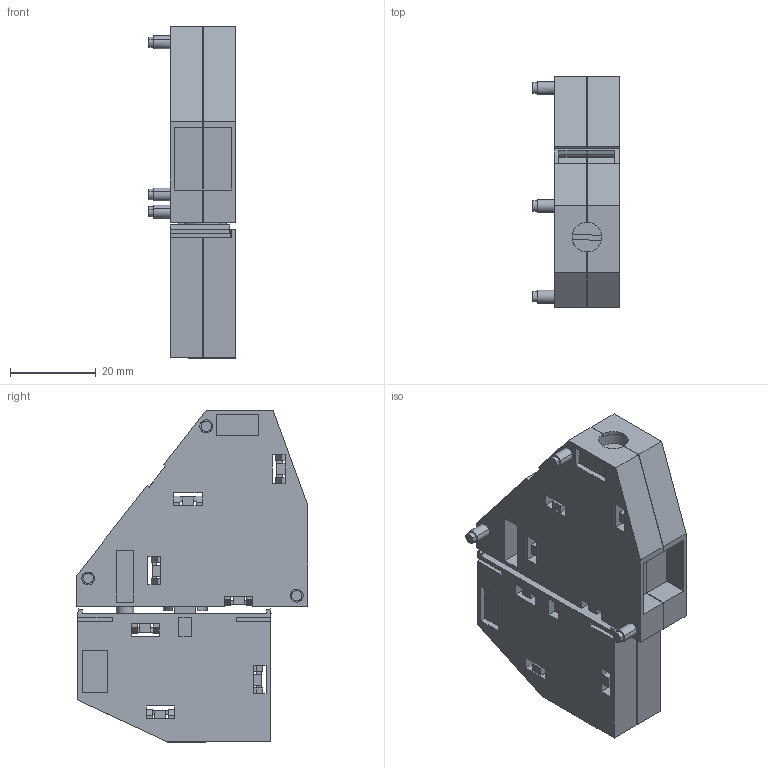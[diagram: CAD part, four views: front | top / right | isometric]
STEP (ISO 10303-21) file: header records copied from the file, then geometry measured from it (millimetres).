
FILE_DESCRIPTION(('CATIA V5 STEP Exchange','CAx-IF Rec.Pracs.--- Model Styling and Organization---1.2---2011-12-15'),'2;1');
FILE_NAME ('D1462313_0', '2017-07-20T12:45:58+00:00', ('none'), ('Weidmueller'), 'CATIA Version 5-6 Release 2014', 'CATIA V5 STEP AP214', 'none');
FILE_SCHEMA(('AUTOMOTIVE_DESIGN { 1 0 10303 214 1 1 1 1 }'));
Length unit declared in the file: millimetre
Products named in the file (1): 2444860000
Bounding box: 20.16 x 54 x 77.35 mm (x, y, z)
Volume: 40417.9 mm3; surface area: 17783.1 mm2
Topology: 4 solids, 4 shells, 595 faces, 1623 edges, 1085 vertices
Faces by surface type: plane 529, cylinder 66
Entity records: 18179 total; most frequent: CARTESIAN_POINT 3293, ORIENTED_EDGE 3246, DIRECTION 2392, EDGE_CURVE 1623, VECTOR 1483, LINE 1483, VERTEX_POINT 1085, EDGE_LOOP 656
